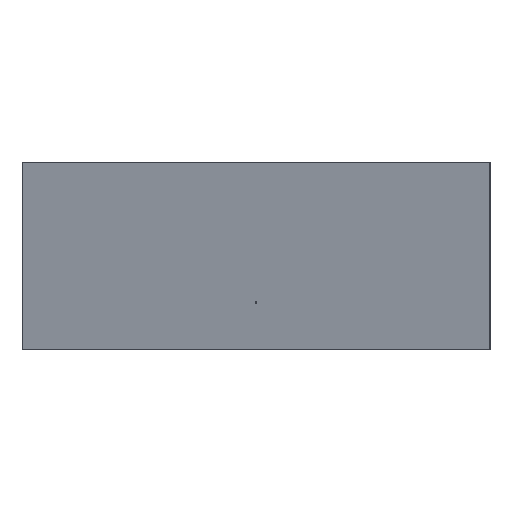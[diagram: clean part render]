
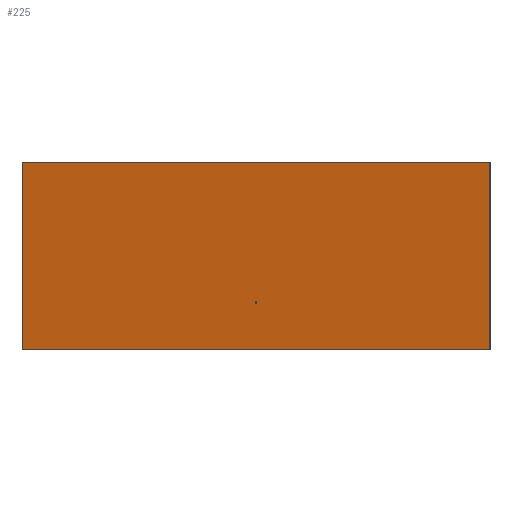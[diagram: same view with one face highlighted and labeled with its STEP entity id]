
A CAD part, left-side view. The second image highlights one B-rep face of the part: STEP entity #225.
In plain terms, the highlighted planar face has unit normal (-0.965, 0.264, 0).
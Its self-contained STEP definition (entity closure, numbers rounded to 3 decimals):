
#225=ADVANCED_FACE('',(#643,#644),#645,.T.);
#643=FACE_OUTER_BOUND('',#1080,.T.);
#644=FACE_BOUND('',#1081,.T.);
#645=PLANE('',#1082);
#1080=EDGE_LOOP('',(#2644,#2645,#2646,#2647));
#1081=EDGE_LOOP('',(#2648,#2649,#2650));
#1082=AXIS2_PLACEMENT_3D('',#2651,#2652,#2653);
#2644=ORIENTED_EDGE('',*,*,#3284,.T.);
#2645=ORIENTED_EDGE('',*,*,#3285,.F.);
#2646=ORIENTED_EDGE('',*,*,#3286,.T.);
#2647=ORIENTED_EDGE('',*,*,#3287,.T.);
#2648=ORIENTED_EDGE('',*,*,#3288,.F.);
#2649=ORIENTED_EDGE('',*,*,#3289,.F.);
#2650=ORIENTED_EDGE('',*,*,#2784,.F.);
#2651=CARTESIAN_POINT('',(0.137,0.5,-0.2));
#2652=DIRECTION('',(-0.965,0.264,0.0));
#2653=DIRECTION('',(-0.264,-0.965,0.0));
#2784=EDGE_CURVE('',#3328,#3324,#3330,.T.);
#3284=EDGE_CURVE('',#4166,#4167,#4168,.T.);
#3285=EDGE_CURVE('',#4169,#4167,#4170,.T.);
#3286=EDGE_CURVE('',#4169,#4171,#4172,.T.);
#3287=EDGE_CURVE('',#4171,#4166,#4173,.T.);
#3288=EDGE_CURVE('',#4174,#3328,#4175,.T.);
#3289=EDGE_CURVE('',#3324,#4174,#4176,.T.);
#3324=VERTEX_POINT('',#4226);
#3328=VERTEX_POINT('',#4231);
#3330=ELLIPSE('',#4234,0.002,0.002);
#4166=VERTEX_POINT('',#5823);
#4167=VERTEX_POINT('',#5824);
#4168=LINE('',#5825,#5826);
#4169=VERTEX_POINT('',#5827);
#4170=LINE('',#5828,#5829);
#4171=VERTEX_POINT('',#5830);
#4172=LINE('',#5831,#5832);
#4173=LINE('',#5833,#5834);
#4174=VERTEX_POINT('',#5835);
#4175=ELLIPSE('',#5836,0.002,0.002);
#4176=ELLIPSE('',#5837,0.002,0.002);
#4226=CARTESIAN_POINT('',(0.137,0.5,-0.102));
#4231=CARTESIAN_POINT('',(0.137,0.5,-0.098));
#4234=AXIS2_PLACEMENT_3D('',#5911,#5912,#5913);
#5823=CARTESIAN_POINT('',(0.0,0.0,0.2));
#5824=CARTESIAN_POINT('',(0.273,1.0,0.2));
#5825=CARTESIAN_POINT('',(0.273,1.0,0.2));
#5826=VECTOR('',#6643,1.0);
#5827=CARTESIAN_POINT('',(0.273,1.0,-0.2));
#5828=CARTESIAN_POINT('',(0.273,1.0,-0.2));
#5829=VECTOR('',#6644,1.0);
#5830=CARTESIAN_POINT('',(0.0,0.0,-0.2));
#5831=CARTESIAN_POINT('',(0.273,1.0,-0.2));
#5832=VECTOR('',#6645,1.0);
#5833=CARTESIAN_POINT('',(0.0,0.0,-0.2));
#5834=VECTOR('',#6646,1.0);
#5835=CARTESIAN_POINT('',(0.136,0.498,-0.1));
#5836=AXIS2_PLACEMENT_3D('',#6647,#6648,#6649);
#5837=AXIS2_PLACEMENT_3D('',#6650,#6651,#6652);
#5911=CARTESIAN_POINT('',(0.137,0.5,-0.1));
#5912=DIRECTION('',(-0.965,0.264,0.0));
#5913=DIRECTION('',(0.264,0.965,0.0));
#6643=DIRECTION('',(0.264,0.965,0.0));
#6644=DIRECTION('',(0.0,0.0,1.0));
#6645=DIRECTION('',(-0.264,-0.965,0.0));
#6646=DIRECTION('',(0.0,0.0,1.0));
#6647=CARTESIAN_POINT('',(0.137,0.5,-0.1));
#6648=DIRECTION('',(-0.965,0.264,0.0));
#6649=DIRECTION('',(0.264,0.965,0.0));
#6650=CARTESIAN_POINT('',(0.137,0.5,-0.1));
#6651=DIRECTION('',(-0.965,0.264,0.0));
#6652=DIRECTION('',(0.264,0.965,0.0));
